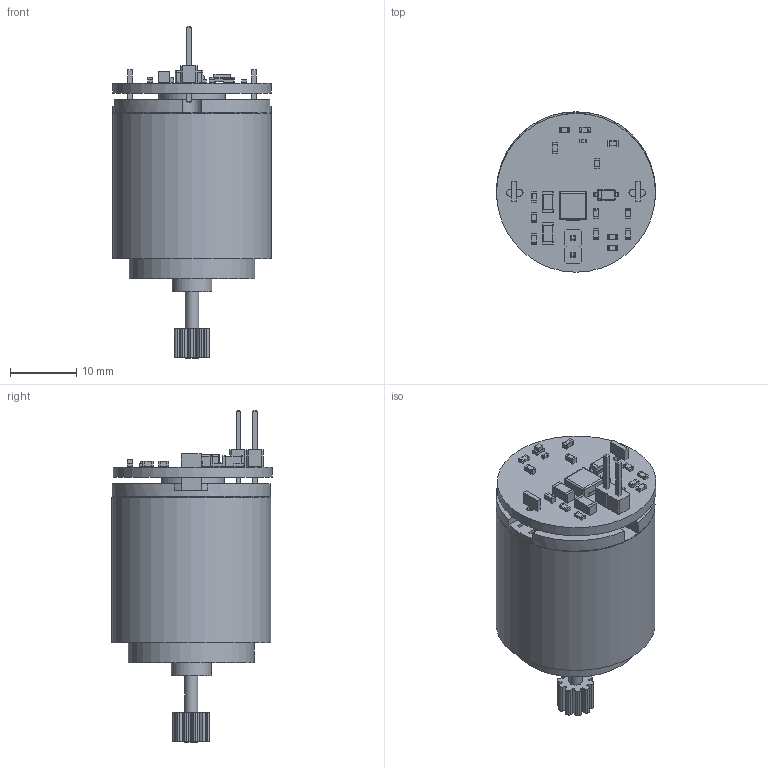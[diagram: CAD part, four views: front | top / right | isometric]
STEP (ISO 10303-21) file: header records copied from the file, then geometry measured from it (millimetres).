
FILE_DESCRIPTION(/* description */ (''),/* implementation_level */ '2;1');
FILE_NAME(/* name */ 'Assembly v1.step',/* time_stamp */ '2025-10-15T22:31:16+02:00',/* author */ (''),/* organization */ (''),/* preprocessor_version */ 'ST-DEVELOPER v20.1',/* originating_system */ 'Autodesk Translation Framework v14.17.0.0',/* authorisation */ '');
FILE_SCHEMA (('AUTOMOTIVE_DESIGN { 1 0 10303 214 3 1 1 }'));
Length unit declared in the file: millimetre
Products named in the file (12): Assembly; Air_pump_controler 1; D_SOD-123; C_0402_1005Metric; L_APV_APH0420; PinHeader_1x02_P2.54mm_Vertical; LED_0603_1608Metric; Air_pump_controler_PCB; C_0603_1608Metric; C_1206_3216Metric; R_0603_1608Metric; DC 12 v motor
Assembly tree (23 placements, depth 3):
  Assembly
    Air_pump_controler 1
      C_0603_1608Metric  x5
      R_0603_1608Metric  x8
      D_SOD-123
      C_0402_1005Metric
      C_1206_3216Metric  x2
      L_APV_APH0420
      PinHeader_1x02_P2.54mm_Vertical
      LED_0603_1608Metric
      Air_pump_controler_PCB
    DC 12 v motor
Bounding box: 24 x 24.25 x 50.13 mm (x, y, z)
Volume: 12525.5 mm3; surface area: 4787.7 mm2
Topology: 22 solids, 22 shells, 797 faces, 2034 edges, 1316 vertices
Faces by surface type: plane 509, cylinder 284, sphere 4
Full cylindrical faces by diameter (mm): 1 x4, 2 x7, 2.4 x1, 6 x1, 19 x1, 23.812 x1, 24 x2
Entity records: 14998 total; most frequent: DIRECTION 2558, CARTESIAN_POINT 2472, ORIENTED_EDGE 2388, EDGE_CURVE 1194, AXIS2_PLACEMENT_3D 854, LINE 850, VECTOR 850, VERTEX_POINT 768
